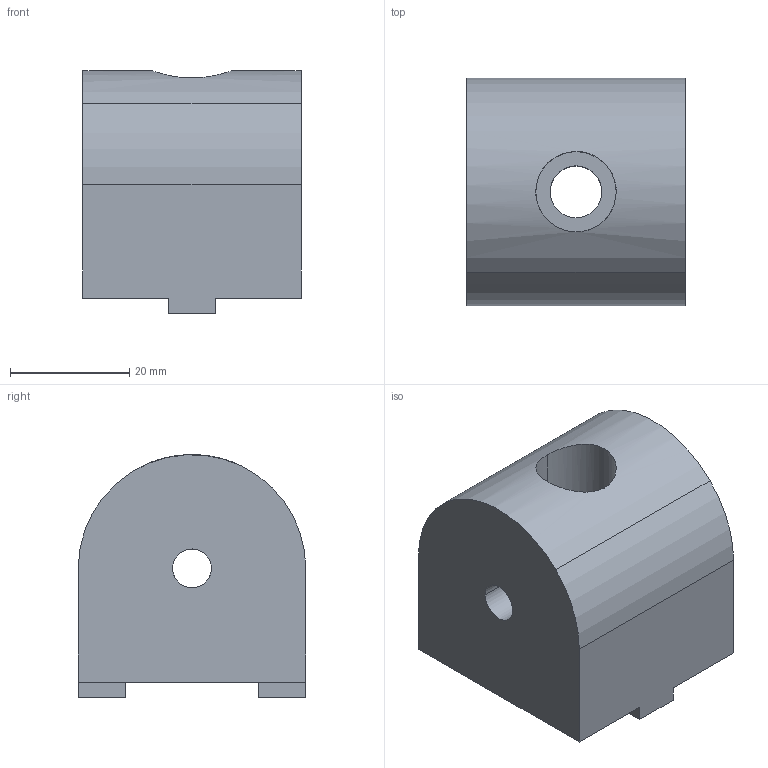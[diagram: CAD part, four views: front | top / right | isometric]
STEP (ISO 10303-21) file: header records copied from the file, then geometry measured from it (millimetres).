
FILE_DESCRIPTION((''),'2;1');
FILE_NAME('15HI8814.stp','2006-03-13T15:35:54',('Shawn Mantel'),('Faztek, LLC'),'Mechanical Desktop 2005','Mechanical Desktop 2005',', , ');
FILE_SCHEMA(('CONFIG_CONTROL_DESIGN'));
Length unit declared in the file: inch
Products named in the file (1): Product
Bounding box: 36.53 x 38.1 x 40.64 mm (x, y, z)
Volume: 43539.7 mm3; surface area: 9244.7 mm2
Topology: 1 solids, 1 shells, 24 faces, 65 edges, 44 vertices
Faces by surface type: plane 14, cylinder 10
Entity records: 972 total; most frequent: CARTESIAN_POINT 254, ORIENTED_EDGE 130, DIRECTION 121, EDGE_CURVE 65, VERTEX_POINT 44, VECTOR 43, LINE 43, AXIS2_PLACEMENT_3D 39
